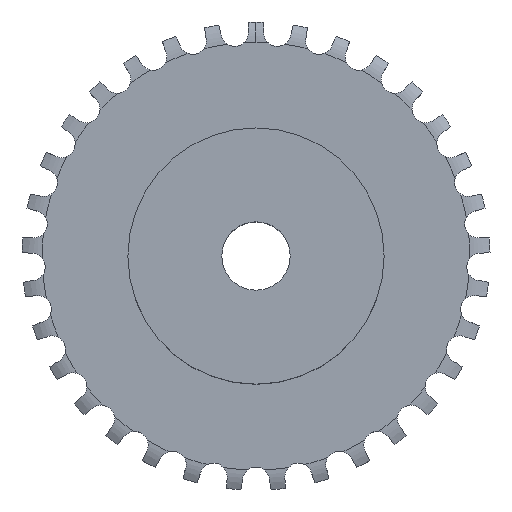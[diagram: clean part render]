
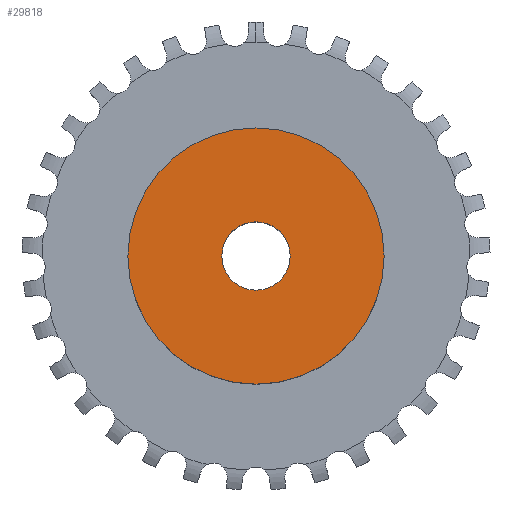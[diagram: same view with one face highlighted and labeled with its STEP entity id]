
A CAD part, top view. The second image highlights one B-rep face of the part: STEP entity #29818.
In plain terms, the highlighted planar face has unit normal (0, 0, 1).
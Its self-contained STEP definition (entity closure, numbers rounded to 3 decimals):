
#4995 = CYLINDRICAL_SURFACE('',#4996,4.);
#4996 = AXIS2_PLACEMENT_3D('',#4997,#4998,#4999);
#4997 = CARTESIAN_POINT('',(0.,0.,5000.));
#4998 = DIRECTION('',(0.,0.,1.));
#4999 = DIRECTION('',(1.,0.,-0.));
#8701 = CYLINDRICAL_SURFACE('',#8702,15.);
#8702 = AXIS2_PLACEMENT_3D('',#8703,#8704,#8705);
#8703 = CARTESIAN_POINT('',(0.,0.,0.));
#8704 = DIRECTION('',(-0.,-0.,-1.));
#8705 = DIRECTION('',(1.,0.,0.));
#24053 = EDGE_CURVE('',#24054,#24054,#24056,.T.);
#24054 = VERTEX_POINT('',#24055);
#24055 = CARTESIAN_POINT('',(4.,0.,13.85));
#24056 = SURFACE_CURVE('',#24057,(#24062,#24069),.PCURVE_S1.);
#24057 = CIRCLE('',#24058,4.);
#24058 = AXIS2_PLACEMENT_3D('',#24059,#24060,#24061);
#24059 = CARTESIAN_POINT('',(0.,0.,13.85));
#24060 = DIRECTION('',(0.,0.,1.));
#24061 = DIRECTION('',(1.,0.,-0.));
#24062 = PCURVE('',#4995,#24063);
#24063 = DEFINITIONAL_REPRESENTATION('',(#24064),#24068);
#24064 = LINE('',#24065,#24066);
#24065 = CARTESIAN_POINT('',(0.,-4986.15));
#24066 = VECTOR('',#24067,1.);
#24067 = DIRECTION('',(1.,0.));
#24068 = ( GEOMETRIC_REPRESENTATION_CONTEXT(2) 
PARAMETRIC_REPRESENTATION_CONTEXT() REPRESENTATION_CONTEXT('2D SPACE',''
  ) );
#24069 = PCURVE('',#24070,#24075);
#24070 = PLANE('',#24071);
#24071 = AXIS2_PLACEMENT_3D('',#24072,#24073,#24074);
#24072 = CARTESIAN_POINT('',(0.,0.,13.85));
#24073 = DIRECTION('',(-0.,0.,1.));
#24074 = DIRECTION('',(0.,-1.,0.));
#24075 = DEFINITIONAL_REPRESENTATION('',(#24076),#24080);
#24076 = CIRCLE('',#24077,4.);
#24077 = AXIS2_PLACEMENT_2D('',#24078,#24079);
#24078 = CARTESIAN_POINT('',(0.,0.));
#24079 = DIRECTION('',(0.,1.));
#24080 = ( GEOMETRIC_REPRESENTATION_CONTEXT(2) 
PARAMETRIC_REPRESENTATION_CONTEXT() REPRESENTATION_CONTEXT('2D SPACE',''
  ) );
#27822 = VERTEX_POINT('',#27823);
#27823 = CARTESIAN_POINT('',(15.,0.,13.85));
#27844 = EDGE_CURVE('',#27822,#27822,#27845,.T.);
#27845 = SURFACE_CURVE('',#27846,(#27851,#27858),.PCURVE_S1.);
#27846 = CIRCLE('',#27847,15.);
#27847 = AXIS2_PLACEMENT_3D('',#27848,#27849,#27850);
#27848 = CARTESIAN_POINT('',(0.,0.,13.85));
#27849 = DIRECTION('',(0.,0.,1.));
#27850 = DIRECTION('',(1.,0.,0.));
#27851 = PCURVE('',#8701,#27852);
#27852 = DEFINITIONAL_REPRESENTATION('',(#27853),#27857);
#27853 = LINE('',#27854,#27855);
#27854 = CARTESIAN_POINT('',(-0.,-13.85));
#27855 = VECTOR('',#27856,1.);
#27856 = DIRECTION('',(-1.,0.));
#27857 = ( GEOMETRIC_REPRESENTATION_CONTEXT(2) 
PARAMETRIC_REPRESENTATION_CONTEXT() REPRESENTATION_CONTEXT('2D SPACE',''
  ) );
#27858 = PCURVE('',#24070,#27859);
#27859 = DEFINITIONAL_REPRESENTATION('',(#27860),#27864);
#27860 = CIRCLE('',#27861,15.);
#27861 = AXIS2_PLACEMENT_2D('',#27862,#27863);
#27862 = CARTESIAN_POINT('',(0.,0.));
#27863 = DIRECTION('',(0.,1.));
#27864 = ( GEOMETRIC_REPRESENTATION_CONTEXT(2) 
PARAMETRIC_REPRESENTATION_CONTEXT() REPRESENTATION_CONTEXT('2D SPACE',''
  ) );
#29818 = ADVANCED_FACE('',(#29819,#29822),#24070,.T.);
#29819 = FACE_BOUND('',#29820,.T.);
#29820 = EDGE_LOOP('',(#29821));
#29821 = ORIENTED_EDGE('',*,*,#27844,.T.);
#29822 = FACE_BOUND('',#29823,.T.);
#29823 = EDGE_LOOP('',(#29824));
#29824 = ORIENTED_EDGE('',*,*,#24053,.F.);
